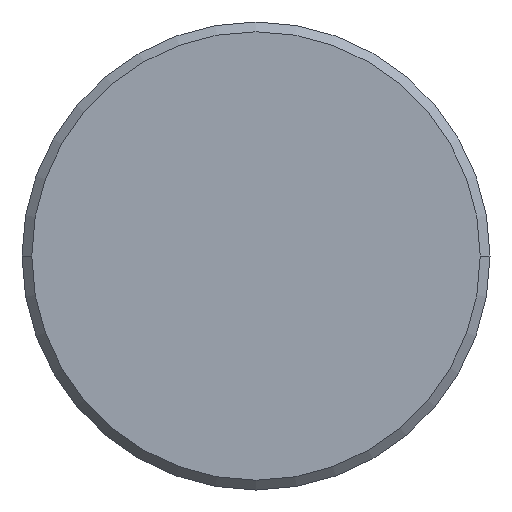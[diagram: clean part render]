
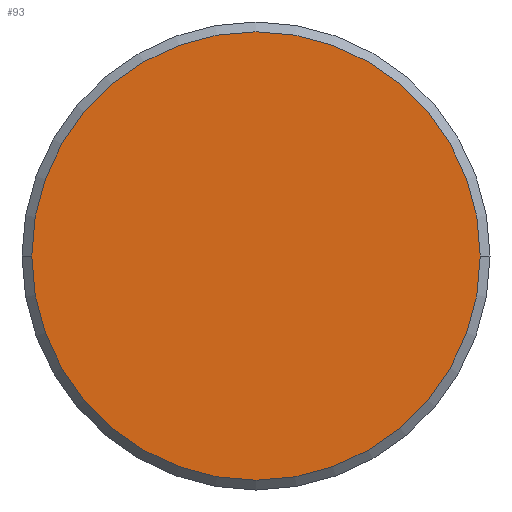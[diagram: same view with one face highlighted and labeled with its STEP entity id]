
A CAD part, left-side view. The second image highlights one B-rep face of the part: STEP entity #93.
In plain terms, the highlighted planar face has unit normal (-1, 0, 0).
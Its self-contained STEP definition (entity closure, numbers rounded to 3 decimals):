
#93 = ADVANCED_FACE( '', ( #133 ), #134, .T. );
#133 = FACE_OUTER_BOUND( '', #173, .T. );
#134 = PLANE( '', #174 );
#173 = EDGE_LOOP( '', ( #307, #308 ) );
#174 = AXIS2_PLACEMENT_3D( '', #309, #310, #311 );
#307 = ORIENTED_EDGE( '', *, *, #315, .T. );
#308 = ORIENTED_EDGE( '', *, *, #351, .T. );
#309 = CARTESIAN_POINT( '', ( 0., 5.75, 0. ) );
#310 = DIRECTION( '', ( -1., 0., 0. ) );
#311 = DIRECTION( '', ( 0., 1., 0. ) );
#315 = EDGE_CURVE( '', #353, #357, #359, .T. );
#351 = EDGE_CURVE( '', #357, #353, #416, .T. );
#353 = VERTEX_POINT( '', #418 );
#357 = VERTEX_POINT( '', #423 );
#359 = CIRCLE( '', #426, 11.5 );
#416 = CIRCLE( '', #493, 11.5 );
#418 = CARTESIAN_POINT( '', ( 0., 11.5, 0. ) );
#423 = CARTESIAN_POINT( '', ( 0., -11.5, 0. ) );
#426 = AXIS2_PLACEMENT_3D( '', #499, #500, #501 );
#493 = AXIS2_PLACEMENT_3D( '', #587, #588, #589 );
#499 = CARTESIAN_POINT( '', ( 0., 0., 0. ) );
#500 = DIRECTION( '', ( -1., 0., 0. ) );
#501 = DIRECTION( '', ( 0., 1., 0. ) );
#587 = CARTESIAN_POINT( '', ( 0., 0., 0. ) );
#588 = DIRECTION( '', ( -1., 0., 0. ) );
#589 = DIRECTION( '', ( 0., 1., 0. ) );
